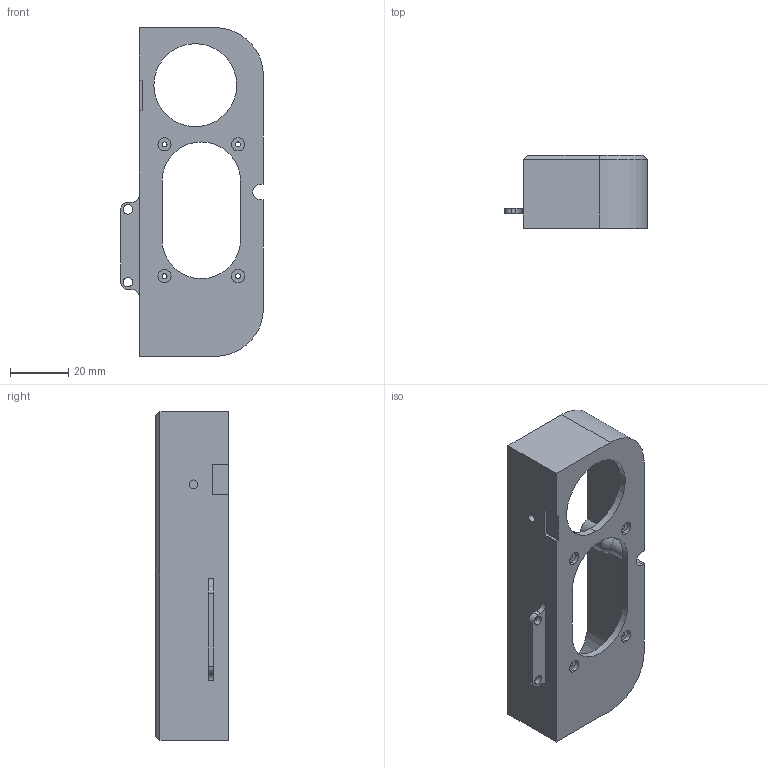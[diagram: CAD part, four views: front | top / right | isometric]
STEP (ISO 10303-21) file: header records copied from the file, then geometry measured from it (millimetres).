
FILE_DESCRIPTION (( 'STEP AP214' ), '1' );
FILE_NAME ('speaker_box_v2_side_A.STEP', '2024-08-12T20:12:24', ( '' ), ( '' ), 'SwSTEP 2.0', 'SolidWorks 2018', '' );
FILE_SCHEMA (( 'AUTOMOTIVE_DESIGN' ));
Length unit declared in the file: millimetre
Products named in the file (1): speaker_box_v2_side_A
Bounding box: 49.1 x 25 x 113 mm (x, y, z)
Volume: 23702.6 mm3; surface area: 20581.4 mm2
Topology: 1 solids, 1 shells, 84 faces, 218 edges, 142 vertices
Faces by surface type: plane 42, cylinder 38, cone 4
Entity records: 2657 total; most frequent: DIRECTION 465, CARTESIAN_POINT 457, ORIENTED_EDGE 436, EDGE_CURVE 218, AXIS2_PLACEMENT_3D 166, VERTEX_POINT 142, VECTOR 133, LINE 133
